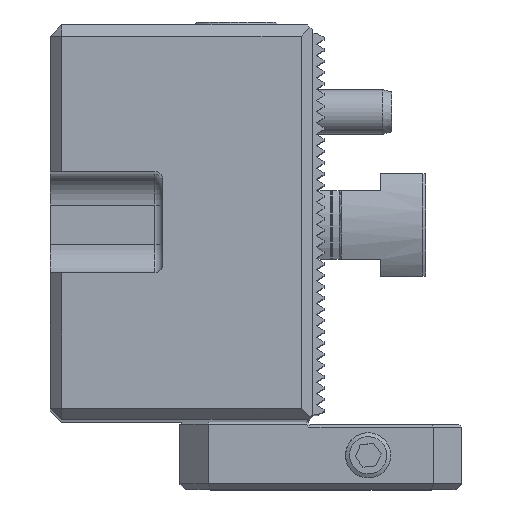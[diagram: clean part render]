
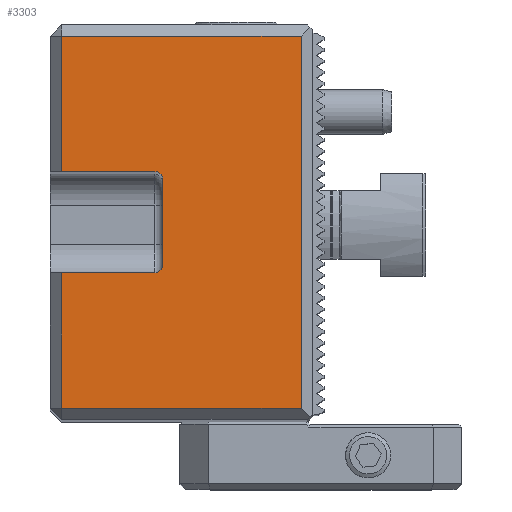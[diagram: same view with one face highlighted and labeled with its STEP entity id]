
A CAD part, top view. The second image highlights one B-rep face of the part: STEP entity #3303.
In plain terms, the highlighted planar face has unit normal (0, 0, 1).
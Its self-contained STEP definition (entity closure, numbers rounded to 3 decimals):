
#37 = CARTESIAN_POINT ( 'NONE',  ( -5.9, 7.5, 310. ) ) ;
#638 = AXIS2_PLACEMENT_3D ( 'NONE', #9271, #18445, #13789 ) ;
#779 = LINE ( 'NONE', #16009, #1518 ) ;
#941 = LINE ( 'NONE', #18774, #12337 ) ;
#1245 = VERTEX_POINT ( 'NONE', #17113 ) ;
#1518 = VECTOR ( 'NONE', #10202, 1000. ) ;
#1657 = CARTESIAN_POINT ( 'NONE',  ( 24.4, 35., 310. ) ) ;
#1772 = DIRECTION ( 'NONE',  ( 0., 1., 0. ) ) ;
#1843 = VECTOR ( 'NONE', #1772, 1000. ) ;
#2513 = DIRECTION ( 'NONE',  ( 1., 0., 0. ) ) ;
#2584 = ORIENTED_EDGE ( 'NONE', *, *, #11224, .T. ) ;
#3293 = CARTESIAN_POINT ( 'NONE',  ( -22.4, -9., 310. ) ) ;
#3303 = ADVANCED_FACE ( 'NONE', ( #11153 ), #11491, .F. ) ;
#3511 = DIRECTION ( 'NONE',  ( 0., -1., 0. ) ) ;
#3701 = DIRECTION ( 'NONE',  ( 0., -1., 0. ) ) ;
#3844 = EDGE_CURVE ( 'NONE', #18196, #17314, #941, .T. ) ;
#4239 = CARTESIAN_POINT ( 'NONE',  ( 24.4, 33., 310. ) ) ;
#4283 = CARTESIAN_POINT ( 'NONE',  ( -4.4, -7.5, 310. ) ) ;
#4489 = CARTESIAN_POINT ( 'NONE',  ( -4.4, -9., 310. ) ) ;
#4521 = VERTEX_POINT ( 'NONE', #5825 ) ;
#4617 = CARTESIAN_POINT ( 'NONE',  ( -22.4, 33., 310. ) ) ;
#4682 = EDGE_CURVE ( 'NONE', #6531, #18196, #17215, .T. ) ;
#4899 = CARTESIAN_POINT ( 'NONE',  ( -22.4, -33., 310. ) ) ;
#5078 = CIRCLE ( 'NONE', #12235, 1.5 ) ;
#5149 = ORIENTED_EDGE ( 'NONE', *, *, #14674, .T. ) ;
#5475 = DIRECTION ( 'NONE',  ( -1., 0., 0. ) ) ;
#5825 = CARTESIAN_POINT ( 'NONE',  ( -4.4, 7.5, 310. ) ) ;
#6087 = LINE ( 'NONE', #18937, #10000 ) ;
#6429 = EDGE_CURVE ( 'NONE', #17314, #13791, #9024, .T. ) ;
#6531 = VERTEX_POINT ( 'NONE', #3293 ) ;
#6539 = CIRCLE ( 'NONE', #638, 1.5 ) ;
#6641 = ORIENTED_EDGE ( 'NONE', *, *, #19344, .T. ) ;
#7170 = EDGE_CURVE ( 'NONE', #17763, #4521, #5078, .T. ) ;
#7206 = LINE ( 'NONE', #4489, #12017 ) ;
#7565 = EDGE_CURVE ( 'NONE', #13791, #11249, #11046, .T. ) ;
#7884 = EDGE_LOOP ( 'NONE', ( #6641, #15034, #8660, #8551, #5149, #2584, #17422, #12735, #12643, #9330 ) ) ;
#8193 = CARTESIAN_POINT ( 'NONE',  ( -22.4, -35., 310. ) ) ;
#8551 = ORIENTED_EDGE ( 'NONE', *, *, #15531, .F. ) ;
#8660 = ORIENTED_EDGE ( 'NONE', *, *, #7170, .T. ) ;
#8698 = EDGE_CURVE ( 'NONE', #17763, #1245, #779, .T. ) ;
#9024 = LINE ( 'NONE', #13889, #1843 ) ;
#9271 = CARTESIAN_POINT ( 'NONE',  ( -5.9, -7.5, 310. ) ) ;
#9330 = ORIENTED_EDGE ( 'NONE', *, *, #7565, .T. ) ;
#10000 = VECTOR ( 'NONE', #14669, 1000. ) ;
#10202 = DIRECTION ( 'NONE',  ( -1., 0., 0. ) ) ;
#10536 = CARTESIAN_POINT ( 'NONE',  ( -5.9, 9., 310. ) ) ;
#10828 = VECTOR ( 'NONE', #5475, 1000. ) ;
#10904 = AXIS2_PLACEMENT_3D ( 'NONE', #1657, #11964, #17878 ) ;
#11046 = LINE ( 'NONE', #4239, #10828 ) ;
#11153 = FACE_OUTER_BOUND ( 'NONE', #7884, .T. ) ;
#11173 = LINE ( 'NONE', #8193, #18027 ) ;
#11224 = EDGE_CURVE ( 'NONE', #17971, #6531, #7206, .T. ) ;
#11249 = VERTEX_POINT ( 'NONE', #4617 ) ;
#11491 = PLANE ( 'NONE',  #10904 ) ;
#11770 = DIRECTION ( 'NONE',  ( -1., 0., 0. ) ) ;
#11964 = DIRECTION ( 'NONE',  ( 0., 0., -1. ) ) ;
#12017 = VECTOR ( 'NONE', #16578, 1000. ) ;
#12235 = AXIS2_PLACEMENT_3D ( 'NONE', #37, #17767, #11770 ) ;
#12337 = VECTOR ( 'NONE', #2513, 1000. ) ;
#12643 = ORIENTED_EDGE ( 'NONE', *, *, #6429, .T. ) ;
#12722 = VERTEX_POINT ( 'NONE', #4283 ) ;
#12735 = ORIENTED_EDGE ( 'NONE', *, *, #3844, .T. ) ;
#13789 = DIRECTION ( 'NONE',  ( -1., 0., 0. ) ) ;
#13791 = VERTEX_POINT ( 'NONE', #17921 ) ;
#13889 = CARTESIAN_POINT ( 'NONE',  ( 20.1, 35., 310. ) ) ;
#14669 = DIRECTION ( 'NONE',  ( 0., 1., 0. ) ) ;
#14674 = EDGE_CURVE ( 'NONE', #12722, #17971, #6539, .T. ) ;
#15034 = ORIENTED_EDGE ( 'NONE', *, *, #8698, .F. ) ;
#15531 = EDGE_CURVE ( 'NONE', #12722, #4521, #6087, .T. ) ;
#16009 = CARTESIAN_POINT ( 'NONE',  ( -4.4, 9., 310. ) ) ;
#16040 = VECTOR ( 'NONE', #3511, 1000. ) ;
#16499 = CARTESIAN_POINT ( 'NONE',  ( 20.1, -33., 310. ) ) ;
#16578 = DIRECTION ( 'NONE',  ( -1., 0., 0. ) ) ;
#16961 = CARTESIAN_POINT ( 'NONE',  ( -22.4, -35., 310. ) ) ;
#17113 = CARTESIAN_POINT ( 'NONE',  ( -22.4, 9., 310. ) ) ;
#17215 = LINE ( 'NONE', #16961, #16040 ) ;
#17314 = VERTEX_POINT ( 'NONE', #16499 ) ;
#17422 = ORIENTED_EDGE ( 'NONE', *, *, #4682, .T. ) ;
#17622 = CARTESIAN_POINT ( 'NONE',  ( -5.9, -9., 310. ) ) ;
#17763 = VERTEX_POINT ( 'NONE', #10536 ) ;
#17767 = DIRECTION ( 'NONE',  ( 0., 0., -1. ) ) ;
#17878 = DIRECTION ( 'NONE',  ( -1., 0., 0. ) ) ;
#17921 = CARTESIAN_POINT ( 'NONE',  ( 20.1, 33., 310. ) ) ;
#17971 = VERTEX_POINT ( 'NONE', #17622 ) ;
#18027 = VECTOR ( 'NONE', #3701, 1000. ) ;
#18196 = VERTEX_POINT ( 'NONE', #4899 ) ;
#18445 = DIRECTION ( 'NONE',  ( 0., 0., -1. ) ) ;
#18774 = CARTESIAN_POINT ( 'NONE',  ( 24.4, -33., 310. ) ) ;
#18937 = CARTESIAN_POINT ( 'NONE',  ( -4.4, -9., 310. ) ) ;
#19344 = EDGE_CURVE ( 'NONE', #11249, #1245, #11173, .T. ) ;
